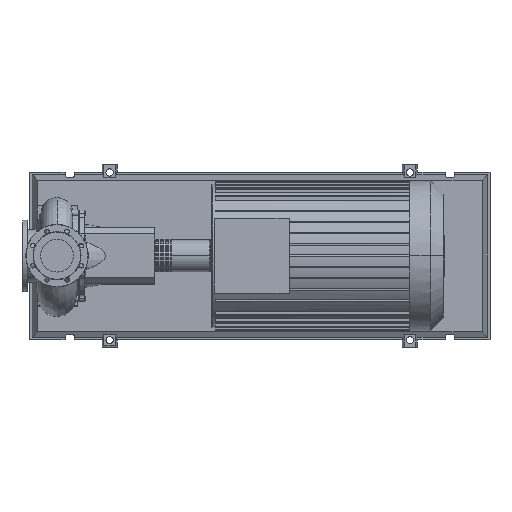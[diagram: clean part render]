
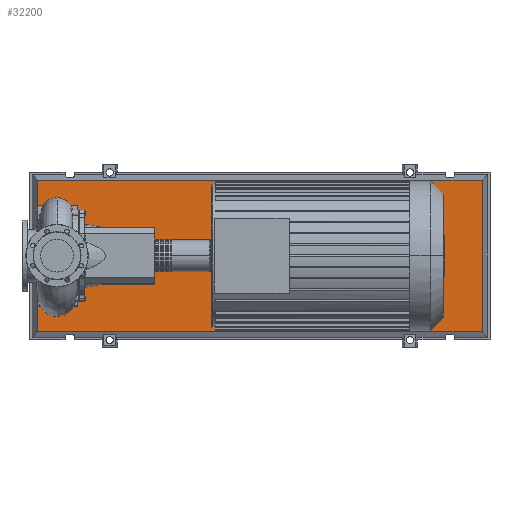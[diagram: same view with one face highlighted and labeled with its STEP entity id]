
A CAD part, top view. The second image highlights one B-rep face of the part: STEP entity #32200.
In plain terms, the highlighted planar face has unit normal (0, 0, 1).
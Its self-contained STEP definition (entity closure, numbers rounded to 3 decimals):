
#31881=CARTESIAN_POINT('',(1698.185,-303.185,123.0));
#31882=VERTEX_POINT('',#31881);
#31889=CARTESIAN_POINT('',(-78.185,-303.185,123.0));
#31890=VERTEX_POINT('',#31889);
#31891=CARTESIAN_POINT('',(1698.185,-303.185,123.0));
#31892=DIRECTION('',(-1.0,0.0,0.0));
#31893=VECTOR('',#31892,1776.37);
#31894=LINE('',#31891,#31893);
#31895=EDGE_CURVE('',#31882,#31890,#31894,.T.);
#32113=CARTESIAN_POINT('',(1698.185,303.185,123.0));
#32114=VERTEX_POINT('',#32113);
#32115=CARTESIAN_POINT('',(1698.185,303.185,123.0));
#32116=DIRECTION('',(0.0,-1.0,0.0));
#32117=VECTOR('',#32116,606.37);
#32118=LINE('',#32115,#32117);
#32119=EDGE_CURVE('',#32114,#31882,#32118,.T.);
#32137=CARTESIAN_POINT('',(-78.185,303.185,123.0));
#32138=VERTEX_POINT('',#32137);
#32139=CARTESIAN_POINT('',(-78.185,-303.185,123.0));
#32140=DIRECTION('',(0.0,1.0,0.0));
#32141=VECTOR('',#32140,606.37);
#32142=LINE('',#32139,#32141);
#32143=EDGE_CURVE('',#31890,#32138,#32142,.T.);
#32176=CARTESIAN_POINT('',(-78.185,303.185,123.0));
#32177=DIRECTION('',(1.0,0.0,0.0));
#32178=VECTOR('',#32177,1776.37);
#32179=LINE('',#32176,#32178);
#32180=EDGE_CURVE('',#32138,#32114,#32179,.T.);
#32189=CARTESIAN_POINT('',(810.,0.,123.0));
#32190=DIRECTION('',(0.0,0.0,1.0));
#32191=DIRECTION('',(1.0,0.0,0.0));
#32192=AXIS2_PLACEMENT_3D('',#32189,#32190,#32191);
#32193=PLANE('',#32192);
#32194=ORIENTED_EDGE('',*,*,#32119,.F.);
#32195=ORIENTED_EDGE('',*,*,#32180,.F.);
#32196=ORIENTED_EDGE('',*,*,#32143,.F.);
#32197=ORIENTED_EDGE('',*,*,#31895,.F.);
#32198=EDGE_LOOP('',(#32194,#32195,#32196,#32197));
#32199=FACE_OUTER_BOUND('',#32198,.T.);
#32200=ADVANCED_FACE('',(#32199),#32193,.T.);
